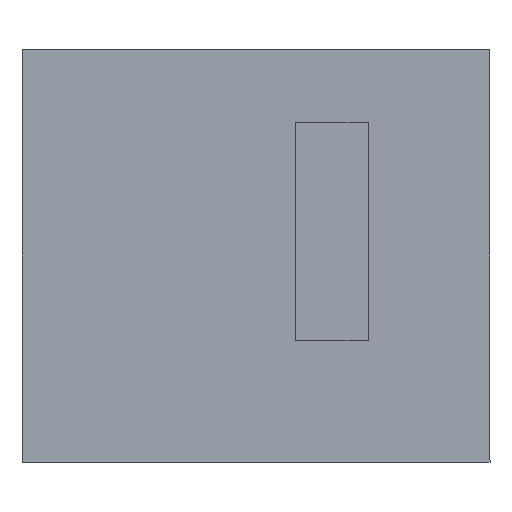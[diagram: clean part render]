
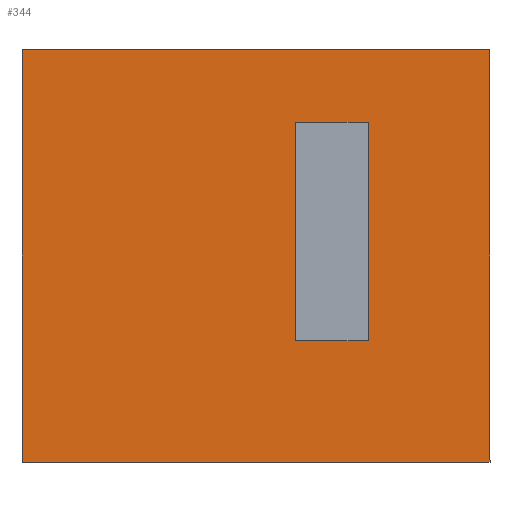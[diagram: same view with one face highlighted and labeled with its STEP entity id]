
A CAD part, left-side view. The second image highlights one B-rep face of the part: STEP entity #344.
In plain terms, the highlighted planar face has unit normal (-1, 0, 0).
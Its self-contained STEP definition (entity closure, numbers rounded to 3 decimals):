
#27=FACE_BOUND('',#51,.T.);
#30=FACE_OUTER_BOUND('',#50,.T.);
#50=EDGE_LOOP('',(#235,#236,#237,#238));
#51=EDGE_LOOP('',(#239,#240,#241,#242));
#71=LINE('',#507,#111);
#75=LINE('',#516,#115);
#76=LINE('',#518,#116);
#77=LINE('',#520,#117);
#78=LINE('',#521,#118);
#79=LINE('',#523,#119);
#80=LINE('',#525,#120);
#81=LINE('',#526,#121);
#111=VECTOR('',#409,10.);
#115=VECTOR('',#415,10.);
#116=VECTOR('',#416,10.);
#117=VECTOR('',#417,10.);
#118=VECTOR('',#418,10.);
#119=VECTOR('',#419,10.);
#120=VECTOR('',#420,10.);
#121=VECTOR('',#421,10.);
#151=VERTEX_POINT('',#505);
#152=VERTEX_POINT('',#506);
#155=VERTEX_POINT('',#514);
#156=VERTEX_POINT('',#515);
#157=VERTEX_POINT('',#517);
#158=VERTEX_POINT('',#519);
#159=VERTEX_POINT('',#522);
#160=VERTEX_POINT('',#524);
#183=EDGE_CURVE('',#151,#152,#71,.T.);
#187=EDGE_CURVE('',#155,#156,#75,.T.);
#188=EDGE_CURVE('',#157,#155,#76,.T.);
#189=EDGE_CURVE('',#158,#157,#77,.T.);
#190=EDGE_CURVE('',#156,#158,#78,.T.);
#191=EDGE_CURVE('',#159,#151,#79,.T.);
#192=EDGE_CURVE('',#160,#152,#80,.T.);
#193=EDGE_CURVE('',#160,#159,#81,.T.);
#235=ORIENTED_EDGE('',*,*,#187,.F.);
#236=ORIENTED_EDGE('',*,*,#188,.F.);
#237=ORIENTED_EDGE('',*,*,#189,.F.);
#238=ORIENTED_EDGE('',*,*,#190,.F.);
#239=ORIENTED_EDGE('',*,*,#191,.T.);
#240=ORIENTED_EDGE('',*,*,#183,.T.);
#241=ORIENTED_EDGE('',*,*,#192,.F.);
#242=ORIENTED_EDGE('',*,*,#193,.T.);
#328=PLANE('',#378);
#344=ADVANCED_FACE('',(#30,#27),#328,.F.);
#378=AXIS2_PLACEMENT_3D('',#513,#413,#414);
#409=DIRECTION('',(0.,0.,1.));
#413=DIRECTION('center_axis',(1.,0.,0.));
#414=DIRECTION('ref_axis',(0.,0.,-1.));
#415=DIRECTION('',(0.,0.,-1.));
#416=DIRECTION('',(0.,-1.,0.));
#417=DIRECTION('',(0.,0.,1.));
#418=DIRECTION('',(0.,1.,0.));
#419=DIRECTION('',(0.,1.,0.));
#420=DIRECTION('',(0.,1.,0.));
#421=DIRECTION('',(0.,0.,-1.));
#505=CARTESIAN_POINT('',(37.4,26.348,11.955));
#506=CARTESIAN_POINT('',(37.4,26.348,16.455));
#507=CARTESIAN_POINT('',(37.4,26.348,14.33));
#513=CARTESIAN_POINT('Origin',(37.4,25.598,13.705));
#514=CARTESIAN_POINT('',(37.4,22.34,17.955));
#515=CARTESIAN_POINT('',(37.4,22.34,9.455));
#516=CARTESIAN_POINT('',(37.4,22.34,13.705));
#517=CARTESIAN_POINT('',(37.4,31.98,17.955));
#518=CARTESIAN_POINT('',(37.4,27.173,17.955));
#519=CARTESIAN_POINT('',(37.4,31.98,9.455));
#520=CARTESIAN_POINT('',(37.4,31.98,13.705));
#521=CARTESIAN_POINT('',(37.4,24.023,9.455));
#522=CARTESIAN_POINT('',(37.4,24.848,11.955));
#523=CARTESIAN_POINT('',(37.4,25.323,11.955));
#524=CARTESIAN_POINT('',(37.4,24.848,16.455));
#525=CARTESIAN_POINT('',(37.4,14.961,16.455));
#526=CARTESIAN_POINT('',(37.4,24.848,14.33));
